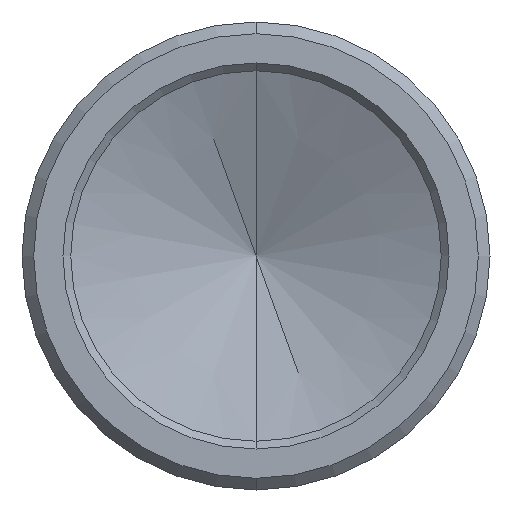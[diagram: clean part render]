
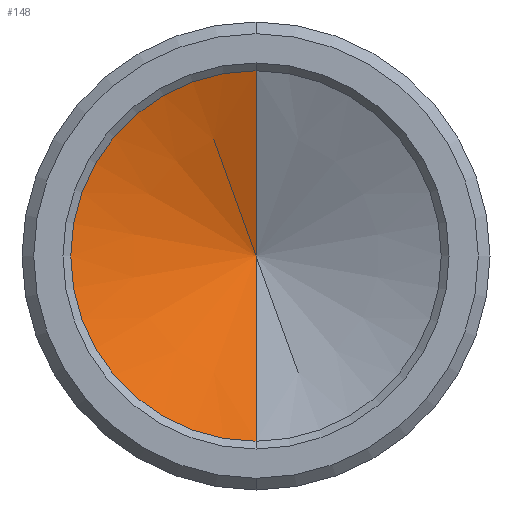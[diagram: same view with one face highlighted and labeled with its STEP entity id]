
A CAD part, front view. The second image highlights one B-rep face of the part: STEP entity #148.
In plain terms, the highlighted conical face has half-angle 68 degrees and reference radius 4.75 mm.
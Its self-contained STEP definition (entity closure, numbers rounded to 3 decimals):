
#136 = ORIENTED_EDGE ( 'NONE', *, *, #162, .F. ) ;
#137 = VERTEX_POINT ( 'NONE', #501 ) ;
#138 = ORIENTED_EDGE ( 'NONE', *, *, #139, .T. ) ;
#139 = EDGE_CURVE ( 'NONE', #137, #160, #497, .T. ) ;
#141 = ORIENTED_EDGE ( 'NONE', *, *, #142, .T. ) ;
#142 = EDGE_CURVE ( 'NONE', #160, #166, #493, .T. ) ;
#148 = ADVANCED_FACE ( 'NONE', ( #478 ), #477, .F. ) ;
#156 = EDGE_LOOP ( 'NONE', ( #136, #138, #141 ) ) ;
#160 = VERTEX_POINT ( 'NONE', #522 ) ;
#162 = EDGE_CURVE ( 'NONE', #137, #166, #517, .T. ) ;
#166 = VERTEX_POINT ( 'NONE', #508 ) ;
#476 = CARTESIAN_POINT ( 'NONE',  ( 0., 26., 0. ) ) ;
#477 = CONICAL_SURFACE ( 'NONE', #537, 4.75, 1.187 ) ;
#478 = FACE_OUTER_BOUND ( 'NONE', #156, .T. ) ;
#489 = DIRECTION ( 'NONE',  ( 0., 0., -1. ) ) ;
#490 = DIRECTION ( 'NONE',  ( 0., -1., 0. ) ) ;
#491 = CARTESIAN_POINT ( 'NONE',  ( 0., 26., 0. ) ) ;
#492 = AXIS2_PLACEMENT_3D ( 'NONE', #491, #490, #489 ) ;
#493 = CIRCLE ( 'NONE', #492, 4.75 ) ;
#494 = DIRECTION ( 'NONE',  ( 0., -0.375, 0.927 ) ) ;
#495 = VECTOR ( 'NONE', #494, 1000. ) ;
#496 = CARTESIAN_POINT ( 'NONE',  ( 0., 26., 4.75 ) ) ;
#497 = LINE ( 'NONE', #496, #495 ) ;
#501 = CARTESIAN_POINT ( 'NONE',  ( 0., 27.919, 0. ) ) ;
#508 = CARTESIAN_POINT ( 'NONE',  ( 0., 26., -4.75 ) ) ;
#514 = DIRECTION ( 'NONE',  ( 0., -0.375, -0.927 ) ) ;
#515 = VECTOR ( 'NONE', #514, 1000. ) ;
#516 = CARTESIAN_POINT ( 'NONE',  ( 0., 26., -4.75 ) ) ;
#517 = LINE ( 'NONE', #516, #515 ) ;
#522 = CARTESIAN_POINT ( 'NONE',  ( 0., 26., 4.75 ) ) ;
#535 = DIRECTION ( 'NONE',  ( 0., 0., -1. ) ) ;
#536 = DIRECTION ( 'NONE',  ( 0., -1., 0. ) ) ;
#537 = AXIS2_PLACEMENT_3D ( 'NONE', #476, #536, #535 ) ;
